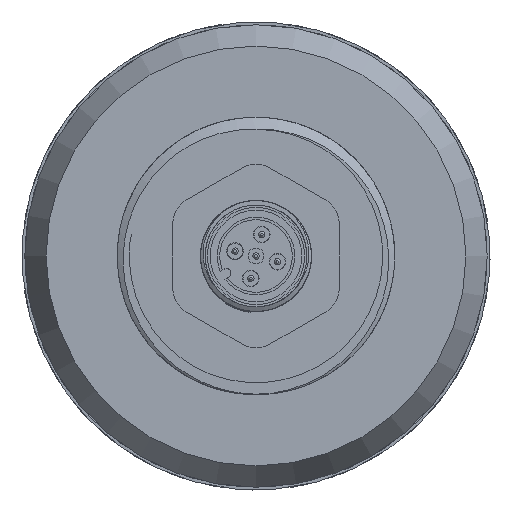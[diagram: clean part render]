
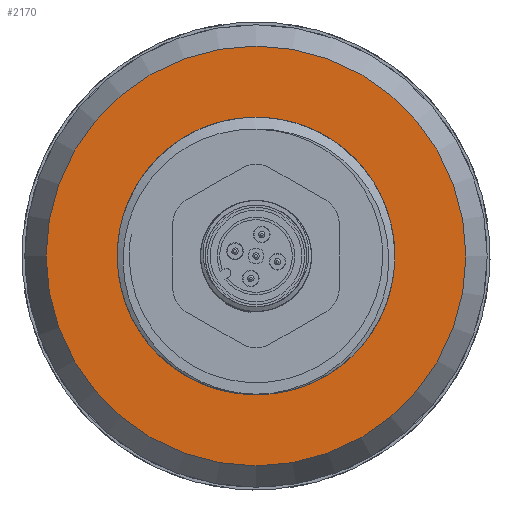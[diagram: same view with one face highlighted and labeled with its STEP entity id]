
A CAD part, front view. The second image highlights one B-rep face of the part: STEP entity #2170.
In plain terms, the highlighted planar face has unit normal (0, -1, 0).
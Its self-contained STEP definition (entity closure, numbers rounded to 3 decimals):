
#236=FACE_BOUND('',#457,.T.);
#268=PLANE('',#2526);
#317=FACE_OUTER_BOUND('',#456,.T.);
#456=EDGE_LOOP('',(#1494));
#457=EDGE_LOOP('',(#1495));
#857=CIRCLE('',#2525,22.691);
#858=CIRCLE('',#2527,13.);
#959=VERTEX_POINT('',#3442);
#960=VERTEX_POINT('',#3446);
#1171=EDGE_CURVE('',#959,#959,#857,.T.);
#1172=EDGE_CURVE('',#960,#960,#858,.T.);
#1494=ORIENTED_EDGE('',*,*,#1171,.F.);
#1495=ORIENTED_EDGE('',*,*,#1172,.F.);
#2170=ADVANCED_FACE('',(#317,#236),#268,.T.);
#2525=AXIS2_PLACEMENT_3D('',#3444,#2817,#2818);
#2526=AXIS2_PLACEMENT_3D('',#3445,#2819,#2820);
#2527=AXIS2_PLACEMENT_3D('',#3447,#2821,#2822);
#2817=DIRECTION('center_axis',(0.,1.,0.));
#2818=DIRECTION('ref_axis',(1.,0.,0.));
#2819=DIRECTION('center_axis',(0.,-1.,0.));
#2820=DIRECTION('ref_axis',(0.,0.,-1.));
#2821=DIRECTION('center_axis',(0.,-1.,0.));
#2822=DIRECTION('ref_axis',(1.,0.,0.));
#3442=CARTESIAN_POINT('',(-22.691,-2.5,0.));
#3444=CARTESIAN_POINT('Origin',(0.,-2.5,0.));
#3445=CARTESIAN_POINT('Origin',(-25.,-2.5,0.));
#3446=CARTESIAN_POINT('',(13.,-2.5,0.));
#3447=CARTESIAN_POINT('Origin',(0.,-2.5,0.));
